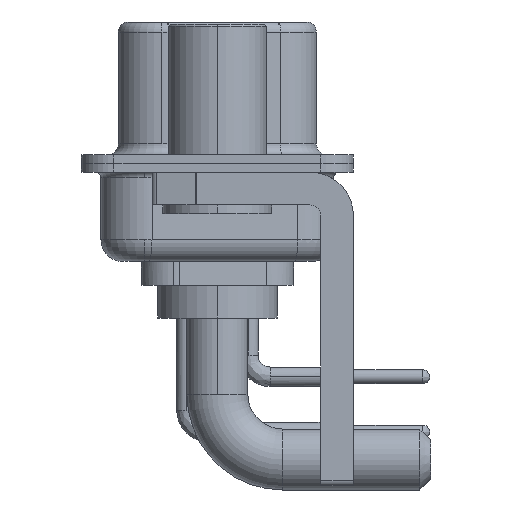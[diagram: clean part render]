
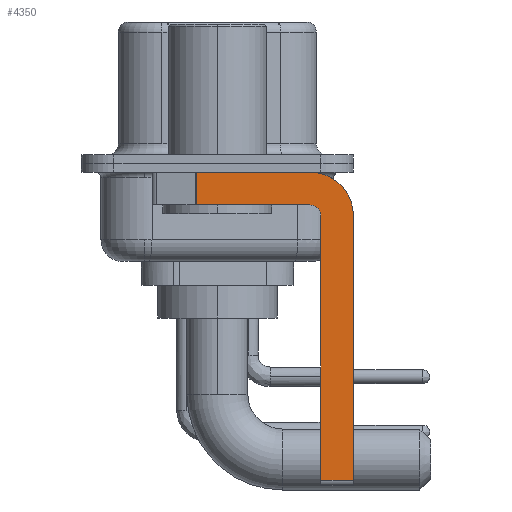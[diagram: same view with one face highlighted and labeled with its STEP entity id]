
A CAD part, left-side view. The second image highlights one B-rep face of the part: STEP entity #4350.
In plain terms, the highlighted planar face has unit normal (-1, 0, 0).
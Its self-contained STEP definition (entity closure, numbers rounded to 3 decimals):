
#345 = AXIS2_PLACEMENT_3D ( 'NONE', #2947, #7793, #12509 ) ;
#468 = EDGE_CURVE ( 'NONE', #18320, #5675, #28298, .T. ) ;
#1035 = VERTEX_POINT ( 'NONE', #4142 ) ;
#1174 = CARTESIAN_POINT ( 'NONE',  ( -2.9, 0.978, -1.9 ) ) ;
#1821 = ORIENTED_EDGE ( 'NONE', *, *, #468, .T. ) ;
#1908 = DIRECTION ( 'NONE',  ( 0., 0., -1. ) ) ;
#2073 = DIRECTION ( 'NONE',  ( 0., 0., 1. ) ) ;
#2801 = VECTOR ( 'NONE', #25346, 1000. ) ;
#2947 = CARTESIAN_POINT ( 'NONE',  ( -2.9, -4.25, -2.4 ) ) ;
#3742 = LINE ( 'NONE', #30145, #20801 ) ;
#4128 = VERTEX_POINT ( 'NONE', #29889 ) ;
#4142 = CARTESIAN_POINT ( 'NONE',  ( -2.9, -6.25, -2.4 ) ) ;
#4350 = ADVANCED_FACE ( 'NONE', ( #28597 ), #28127, .F. ) ;
#4432 = CARTESIAN_POINT ( 'NONE',  ( -2.9, -4.25, -2.4 ) ) ;
#5675 = VERTEX_POINT ( 'NONE', #21681 ) ;
#6607 = CARTESIAN_POINT ( 'NONE',  ( -2.9, 0.978, -0.4 ) ) ;
#7793 = DIRECTION ( 'NONE',  ( 1., 0., 0. ) ) ;
#7991 = VECTOR ( 'NONE', #21401, 1000. ) ;
#8570 = DIRECTION ( 'NONE',  ( 0., 0., 1. ) ) ;
#9730 = EDGE_CURVE ( 'NONE', #22488, #1035, #30426, .T. ) ;
#10030 = DIRECTION ( 'NONE',  ( 0., 0., -1. ) ) ;
#11064 = EDGE_CURVE ( 'NONE', #1035, #5675, #11933, .T. ) ;
#11298 = DIRECTION ( 'NONE',  ( 1., 0., 0. ) ) ;
#11933 = LINE ( 'NONE', #24193, #15206 ) ;
#12509 = DIRECTION ( 'NONE',  ( 0., 0., -1. ) ) ;
#12788 = ORIENTED_EDGE ( 'NONE', *, *, #24215, .F. ) ;
#13381 = CARTESIAN_POINT ( 'NONE',  ( -2.9, -4.75, -2.4 ) ) ;
#13915 = CARTESIAN_POINT ( 'NONE',  ( -2.9, 3., -0.4 ) ) ;
#13996 = CARTESIAN_POINT ( 'NONE',  ( -2.9, -4.25, -14.55 ) ) ;
#13999 = DIRECTION ( 'NONE',  ( -1., 0., 0. ) ) ;
#15193 = EDGE_CURVE ( 'NONE', #18320, #18381, #3742, .T. ) ;
#15206 = VECTOR ( 'NONE', #10030, 1000. ) ;
#15551 = DIRECTION ( 'NONE',  ( 0., 1., 0. ) ) ;
#15625 = LINE ( 'NONE', #13915, #29944 ) ;
#15745 = LINE ( 'NONE', #1174, #2801 ) ;
#17007 = VERTEX_POINT ( 'NONE', #24625 ) ;
#17323 = CARTESIAN_POINT ( 'NONE',  ( -2.9, -4.25, -0.4 ) ) ;
#18076 = LINE ( 'NONE', #27523, #20045 ) ;
#18320 = VERTEX_POINT ( 'NONE', #26924 ) ;
#18381 = VERTEX_POINT ( 'NONE', #13381 ) ;
#18765 = ORIENTED_EDGE ( 'NONE', *, *, #9730, .F. ) ;
#19095 = ORIENTED_EDGE ( 'NONE', *, *, #15193, .F. ) ;
#19240 = ORIENTED_EDGE ( 'NONE', *, *, #25131, .T. ) ;
#20045 = VECTOR ( 'NONE', #15551, 1000. ) ;
#20689 = AXIS2_PLACEMENT_3D ( 'NONE', #27978, #11298, #1908 ) ;
#20801 = VECTOR ( 'NONE', #8570, 1000. ) ;
#21401 = DIRECTION ( 'NONE',  ( 0., -1., 0. ) ) ;
#21681 = CARTESIAN_POINT ( 'NONE',  ( -2.9, -6.25, -14.55 ) ) ;
#22243 = ORIENTED_EDGE ( 'NONE', *, *, #11064, .F. ) ;
#22488 = VERTEX_POINT ( 'NONE', #17323 ) ;
#23075 = EDGE_LOOP ( 'NONE', ( #24058, #19240, #29882, #12788, #19095, #1821, #22243, #18765 ) ) ;
#23838 = AXIS2_PLACEMENT_3D ( 'NONE', #4432, #13999, #2073 ) ;
#24058 = ORIENTED_EDGE ( 'NONE', *, *, #26152, .F. ) ;
#24193 = CARTESIAN_POINT ( 'NONE',  ( -2.9, -6.25, -2.4 ) ) ;
#24215 = EDGE_CURVE ( 'NONE', #18381, #17007, #29847, .T. ) ;
#24625 = CARTESIAN_POINT ( 'NONE',  ( -2.9, -4.25, -1.9 ) ) ;
#25131 = EDGE_CURVE ( 'NONE', #27071, #4128, #15745, .T. ) ;
#25346 = DIRECTION ( 'NONE',  ( 0., 0., -1. ) ) ;
#26152 = EDGE_CURVE ( 'NONE', #27071, #22488, #15625, .T. ) ;
#26322 = DIRECTION ( 'NONE',  ( 0., -1., 0. ) ) ;
#26924 = CARTESIAN_POINT ( 'NONE',  ( -2.9, -4.75, -14.55 ) ) ;
#27071 = VERTEX_POINT ( 'NONE', #6607 ) ;
#27523 = CARTESIAN_POINT ( 'NONE',  ( -2.9, -4.25, -1.9 ) ) ;
#27978 = CARTESIAN_POINT ( 'NONE',  ( -2.9, -4.25, -2.4 ) ) ;
#28127 = PLANE ( 'NONE',  #20689 ) ;
#28290 = EDGE_CURVE ( 'NONE', #17007, #4128, #18076, .T. ) ;
#28298 = LINE ( 'NONE', #13996, #7991 ) ;
#28597 = FACE_OUTER_BOUND ( 'NONE', #23075, .T. ) ;
#29847 = CIRCLE ( 'NONE', #23838, 0.5 ) ;
#29882 = ORIENTED_EDGE ( 'NONE', *, *, #28290, .F. ) ;
#29889 = CARTESIAN_POINT ( 'NONE',  ( -2.9, 0.978, -1.9 ) ) ;
#29944 = VECTOR ( 'NONE', #26322, 1000. ) ;
#30145 = CARTESIAN_POINT ( 'NONE',  ( -2.9, -4.75, -14.8 ) ) ;
#30426 = CIRCLE ( 'NONE', #345, 2. ) ;
